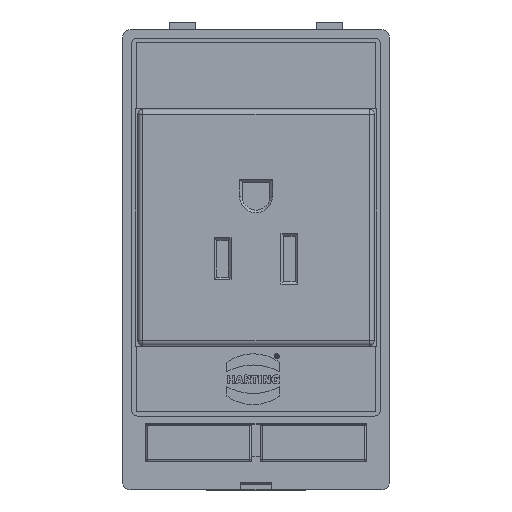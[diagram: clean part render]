
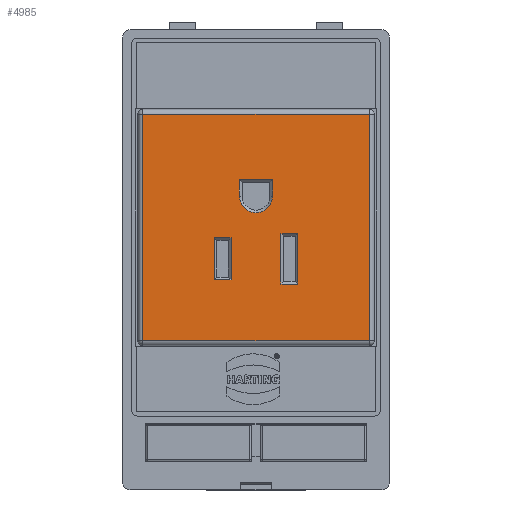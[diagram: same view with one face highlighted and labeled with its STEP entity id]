
A CAD part, top view. The second image highlights one B-rep face of the part: STEP entity #4985.
In plain terms, the highlighted planar face has unit normal (0, 0, 1).
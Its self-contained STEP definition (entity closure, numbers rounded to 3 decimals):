
#4293=CIRCLE('',#15760,3.15);
#4496=FACE_BOUND('',#6536,.T.);
#4497=FACE_BOUND('',#6537,.T.);
#4498=FACE_BOUND('',#6538,.T.);
#4499=FACE_BOUND('',#6539,.T.);
#4985=ADVANCED_FACE('',(#4496,#4497,#4498,#4499),#5430,.T.);
#5430=PLANE('',#15761);
#6536=EDGE_LOOP('',(#9105,#9106,#9107,#9108));
#6537=EDGE_LOOP('',(#9109,#9110,#9111,#9112));
#6538=EDGE_LOOP('',(#9113,#9114,#9115,#9116));
#6539=EDGE_LOOP('',(#9117,#9118,#9119,#9120));
#9105=ORIENTED_EDGE('',*,*,#12070,.F.);
#9106=ORIENTED_EDGE('',*,*,#12063,.F.);
#9107=ORIENTED_EDGE('',*,*,#12059,.F.);
#9108=ORIENTED_EDGE('',*,*,#12067,.F.);
#9109=ORIENTED_EDGE('',*,*,#12092,.F.);
#9110=ORIENTED_EDGE('',*,*,#12087,.F.);
#9111=ORIENTED_EDGE('',*,*,#12093,.F.);
#9112=ORIENTED_EDGE('',*,*,#12090,.F.);
#9113=ORIENTED_EDGE('',*,*,#12081,.F.);
#9114=ORIENTED_EDGE('',*,*,#12075,.F.);
#9115=ORIENTED_EDGE('',*,*,#12082,.F.);
#9116=ORIENTED_EDGE('',*,*,#12079,.F.);
#9117=ORIENTED_EDGE('',*,*,#12094,.F.);
#9118=ORIENTED_EDGE('',*,*,#12095,.F.);
#9119=ORIENTED_EDGE('',*,*,#12096,.F.);
#9120=ORIENTED_EDGE('',*,*,#12097,.F.);
#10700=VERTEX_POINT('',#22535);
#10701=VERTEX_POINT('',#22537);
#10702=VERTEX_POINT('',#22543);
#10703=VERTEX_POINT('',#22551);
#10705=VERTEX_POINT('',#22571);
#10706=VERTEX_POINT('',#22572);
#10707=VERTEX_POINT('',#22577);
#10708=VERTEX_POINT('',#22579);
#10710=VERTEX_POINT('',#22593);
#10711=VERTEX_POINT('',#22595);
#10712=VERTEX_POINT('',#22599);
#10713=VERTEX_POINT('',#22601);
#10714=VERTEX_POINT('',#22609);
#10715=VERTEX_POINT('',#22610);
#10716=VERTEX_POINT('',#22612);
#10717=VERTEX_POINT('',#22614);
#12059=EDGE_CURVE('',#10701,#10700,#13287,.T.);
#12063=EDGE_CURVE('',#10700,#10702,#13288,.T.);
#12067=EDGE_CURVE('',#10703,#10701,#13289,.T.);
#12070=EDGE_CURVE('',#10702,#10703,#13290,.T.);
#12075=EDGE_CURVE('',#10705,#10706,#13294,.T.);
#12079=EDGE_CURVE('',#10707,#10708,#13298,.T.);
#12081=EDGE_CURVE('',#10706,#10707,#13300,.T.);
#12082=EDGE_CURVE('',#10708,#10705,#13301,.T.);
#12087=EDGE_CURVE('',#10710,#10711,#13306,.T.);
#12090=EDGE_CURVE('',#10712,#10713,#13309,.T.);
#12092=EDGE_CURVE('',#10711,#10712,#13311,.T.);
#12093=EDGE_CURVE('',#10713,#10710,#13312,.T.);
#12094=EDGE_CURVE('',#10714,#10715,#4293,.T.);
#12095=EDGE_CURVE('',#10716,#10714,#13313,.T.);
#12096=EDGE_CURVE('',#10717,#10716,#13314,.T.);
#12097=EDGE_CURVE('',#10715,#10717,#13315,.T.);
#13287=LINE('',#22538,#14286);
#13288=LINE('',#22545,#14287);
#13289=LINE('',#22552,#14288);
#13290=LINE('',#22556,#14289);
#13294=LINE('',#22570,#14293);
#13298=LINE('',#22578,#14297);
#13300=LINE('',#22582,#14299);
#13301=LINE('',#22584,#14300);
#13306=LINE('',#22594,#14305);
#13309=LINE('',#22600,#14308);
#13311=LINE('',#22604,#14310);
#13312=LINE('',#22606,#14311);
#13313=LINE('',#22611,#14312);
#13314=LINE('',#22613,#14313);
#13315=LINE('',#22615,#14314);
#14286=VECTOR('',#18035,1.);
#14287=VECTOR('',#18046,1.);
#14288=VECTOR('',#18057,1.);
#14289=VECTOR('',#18064,1.);
#14293=VECTOR('',#18086,1.);
#14297=VECTOR('',#18092,1.);
#14299=VECTOR('',#18096,1.);
#14300=VECTOR('',#18099,1.);
#14305=VECTOR('',#18110,1.);
#14308=VECTOR('',#18115,1.);
#14310=VECTOR('',#18119,1.);
#14311=VECTOR('',#18122,1.);
#14312=VECTOR('',#18127,1.);
#14313=VECTOR('',#18128,1.);
#14314=VECTOR('',#18129,1.);
#15760=AXIS2_PLACEMENT_3D('',#22608,#18125,#18126);
#15761=AXIS2_PLACEMENT_3D('',#22616,#18130,#18131);
#18035=DIRECTION('',(0.,-1.,0.));
#18046=DIRECTION('',(-1.,0.,0.));
#18057=DIRECTION('',(1.,0.,0.));
#18064=DIRECTION('',(0.,1.,0.));
#18086=DIRECTION('',(-1.,0.,0.));
#18092=DIRECTION('',(1.,0.,0.));
#18096=DIRECTION('',(0.,-1.,0.));
#18099=DIRECTION('',(0.,1.,0.));
#18110=DIRECTION('',(-1.,0.,0.));
#18115=DIRECTION('',(1.,0.,0.));
#18119=DIRECTION('',(0.,-1.,0.));
#18122=DIRECTION('',(0.,1.,0.));
#18125=DIRECTION('',(0.,0.,1.));
#18126=DIRECTION('',(-1.,0.,0.));
#18127=DIRECTION('',(0.,-1.,0.));
#18128=DIRECTION('',(-1.,0.,0.));
#18129=DIRECTION('',(0.,1.,0.));
#18130=DIRECTION('',(0.,0.,1.));
#18131=DIRECTION('',(-1.,0.,0.));
#22535=CARTESIAN_POINT('',(21.5,-15.35,8.5));
#22537=CARTESIAN_POINT('',(21.5,27.65,8.5));
#22538=CARTESIAN_POINT('',(21.5,27.65,8.5));
#22543=CARTESIAN_POINT('',(-21.5,-15.35,8.5));
#22545=CARTESIAN_POINT('',(21.5,-15.35,8.5));
#22551=CARTESIAN_POINT('',(-21.5,27.65,8.5));
#22552=CARTESIAN_POINT('',(-21.5,27.65,8.5));
#22556=CARTESIAN_POINT('',(-21.5,-15.35,8.5));
#22570=CARTESIAN_POINT('',(-4.75,4.2,8.5));
#22571=CARTESIAN_POINT('',(-4.75,4.2,8.5));
#22572=CARTESIAN_POINT('',(-7.95,4.2,8.5));
#22577=CARTESIAN_POINT('',(-7.95,-3.8,8.5));
#22578=CARTESIAN_POINT('',(-7.95,-3.8,8.5));
#22579=CARTESIAN_POINT('',(-4.75,-3.8,8.5));
#22582=CARTESIAN_POINT('',(-7.95,4.2,8.5));
#22584=CARTESIAN_POINT('',(-4.75,-3.8,8.5));
#22593=CARTESIAN_POINT('',(7.95,5.,8.5));
#22594=CARTESIAN_POINT('',(7.95,5.,8.5));
#22595=CARTESIAN_POINT('',(4.75,5.,8.5));
#22599=CARTESIAN_POINT('',(4.75,-4.6,8.5));
#22600=CARTESIAN_POINT('',(4.75,-4.6,8.5));
#22601=CARTESIAN_POINT('',(7.95,-4.6,8.5));
#22604=CARTESIAN_POINT('',(4.75,5.,8.5));
#22606=CARTESIAN_POINT('',(7.95,-4.6,8.5));
#22608=CARTESIAN_POINT('',(0.,12.1,8.5));
#22609=CARTESIAN_POINT('',(-3.15,12.1,8.5));
#22610=CARTESIAN_POINT('',(3.15,12.1,8.5));
#22611=CARTESIAN_POINT('',(-3.15,15.25,8.5));
#22612=CARTESIAN_POINT('',(-3.15,15.25,8.5));
#22613=CARTESIAN_POINT('',(3.15,15.25,8.5));
#22614=CARTESIAN_POINT('',(3.15,15.25,8.5));
#22615=CARTESIAN_POINT('',(3.15,12.1,8.5));
#22616=CARTESIAN_POINT('',(0.,6.15,8.5));
